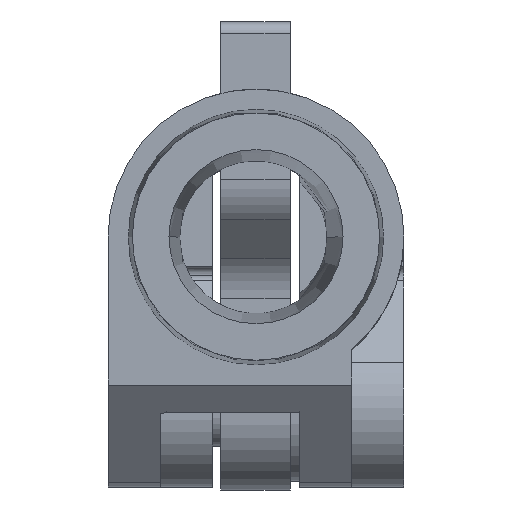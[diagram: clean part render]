
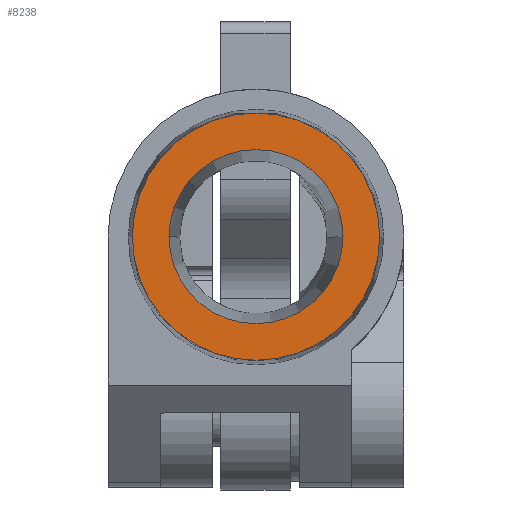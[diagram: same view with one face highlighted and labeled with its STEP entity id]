
A CAD part, top view. The second image highlights one B-rep face of the part: STEP entity #8238.
In plain terms, the highlighted face is planar.
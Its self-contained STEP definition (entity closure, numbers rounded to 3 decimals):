
#214 = EDGE_CURVE ( 'NONE', #9782, #870, #9616, .T. ) ;
#320 = DIRECTION ( 'NONE',  ( 0., 0., -1. ) ) ;
#610 = DIRECTION ( 'NONE',  ( 0., 0., -1. ) ) ;
#728 = CARTESIAN_POINT ( 'NONE',  ( 0., 0., -45. ) ) ;
#870 = VERTEX_POINT ( 'NONE', #3153 ) ;
#1014 = CARTESIAN_POINT ( 'NONE',  ( -15., 0., -45. ) ) ;
#1118 = CARTESIAN_POINT ( 'NONE',  ( 15., 0., -45. ) ) ;
#1180 = CARTESIAN_POINT ( 'NONE',  ( 0., 0., -45. ) ) ;
#1368 = CIRCLE ( 'NONE', #5523, 15. ) ;
#1405 = CIRCLE ( 'NONE', #5874, 21.302 ) ;
#1446 = DIRECTION ( 'NONE',  ( -1., 0., 0. ) ) ;
#1525 = DIRECTION ( 'NONE',  ( -1., 0., 0. ) ) ;
#2186 = DIRECTION ( 'NONE',  ( -1., 0., 0. ) ) ;
#2789 = DIRECTION ( 'NONE',  ( 0., 0., 1. ) ) ;
#3153 = CARTESIAN_POINT ( 'NONE',  ( -21.302, 0., -45. ) ) ;
#3740 = AXIS2_PLACEMENT_3D ( 'NONE', #9669, #4292, #7022 ) ;
#3773 = EDGE_CURVE ( 'NONE', #870, #9782, #1405, .T. ) ;
#4292 = DIRECTION ( 'NONE',  ( 0., 0., -1. ) ) ;
#4959 = EDGE_CURVE ( 'NONE', #6091, #6957, #1368, .T. ) ;
#5310 = PLANE ( 'NONE',  #9879 ) ;
#5428 = ORIENTED_EDGE ( 'NONE', *, *, #3773, .T. ) ;
#5523 = AXIS2_PLACEMENT_3D ( 'NONE', #728, #610, #1525 ) ;
#5874 = AXIS2_PLACEMENT_3D ( 'NONE', #7620, #320, #2186 ) ;
#6091 = VERTEX_POINT ( 'NONE', #1014 ) ;
#6224 = DIRECTION ( 'NONE',  ( 1., 0., 0. ) ) ;
#6554 = EDGE_CURVE ( 'NONE', #6957, #6091, #10319, .T. ) ;
#6802 = ORIENTED_EDGE ( 'NONE', *, *, #214, .T. ) ;
#6842 = AXIS2_PLACEMENT_3D ( 'NONE', #1180, #10235, #1446 ) ;
#6898 = ORIENTED_EDGE ( 'NONE', *, *, #6554, .F. ) ;
#6957 = VERTEX_POINT ( 'NONE', #1118 ) ;
#7022 = DIRECTION ( 'NONE',  ( -1., 0., 0. ) ) ;
#7540 = EDGE_LOOP ( 'NONE', ( #6802, #5428 ) ) ;
#7559 = EDGE_LOOP ( 'NONE', ( #9384, #6898 ) ) ;
#7620 = CARTESIAN_POINT ( 'NONE',  ( 0., 0., -45. ) ) ;
#7873 = FACE_BOUND ( 'NONE', #7559, .T. ) ;
#8238 = ADVANCED_FACE ( 'NONE', ( #7873, #8323 ), #5310, .F. ) ;
#8323 = FACE_OUTER_BOUND ( 'NONE', #7540, .T. ) ;
#8986 = CARTESIAN_POINT ( 'NONE',  ( 0., 0., -45. ) ) ;
#9384 = ORIENTED_EDGE ( 'NONE', *, *, #4959, .F. ) ;
#9616 = CIRCLE ( 'NONE', #6842, 21.302 ) ;
#9669 = CARTESIAN_POINT ( 'NONE',  ( 0., 0., -45. ) ) ;
#9782 = VERTEX_POINT ( 'NONE', #10186 ) ;
#9879 = AXIS2_PLACEMENT_3D ( 'NONE', #8986, #2789, #6224 ) ;
#10186 = CARTESIAN_POINT ( 'NONE',  ( 21.302, 0., -45. ) ) ;
#10235 = DIRECTION ( 'NONE',  ( 0., 0., -1. ) ) ;
#10319 = CIRCLE ( 'NONE', #3740, 15. ) ;
